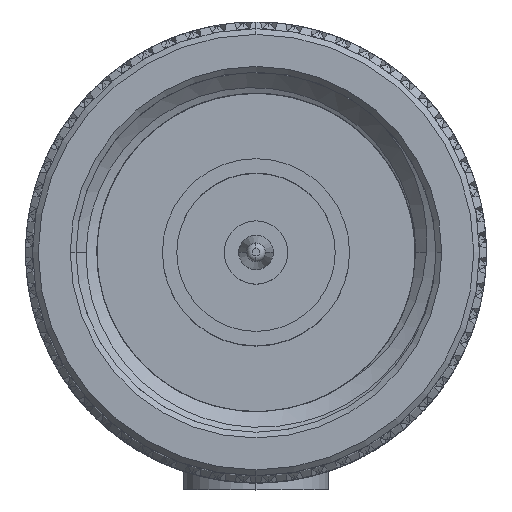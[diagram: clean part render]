
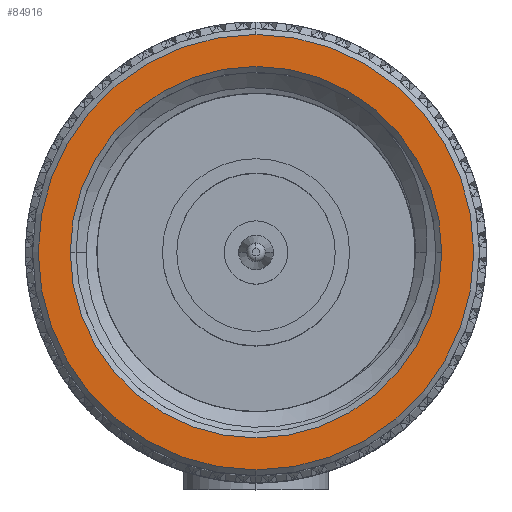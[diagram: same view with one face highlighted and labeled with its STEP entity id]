
A CAD part, top view. The second image highlights one B-rep face of the part: STEP entity #84916.
In plain terms, the highlighted face is planar.
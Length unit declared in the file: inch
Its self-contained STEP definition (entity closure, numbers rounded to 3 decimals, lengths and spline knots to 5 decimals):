
#6036 = FACE_OUTER_BOUND ( 'NONE', #62884, .T. ) ;
#8069 = EDGE_CURVE ( 'NONE', #77092, #43641, #15442, .T. ) ;
#8440 = DIRECTION ( 'NONE',  ( 0., -1., 0. ) ) ;
#8454 = CARTESIAN_POINT ( 'NONE',  ( 0., 0., 0.3225 ) ) ;
#12358 = AXIS2_PLACEMENT_3D ( 'NONE', #91043, #54361, #31096 ) ;
#15442 = CIRCLE ( 'NONE', #12358, 0.37809 ) ;
#20536 = AXIS2_PLACEMENT_3D ( 'NONE', #80402, #89308, #66994 ) ;
#23727 = DIRECTION ( 'NONE',  ( 0., -1., 0. ) ) ;
#24630 = DIRECTION ( 'NONE',  ( 0., -1., 0. ) ) ;
#31096 = DIRECTION ( 'NONE',  ( 0., -1., 0. ) ) ;
#31466 = VERTEX_POINT ( 'NONE', #8454 ) ;
#33300 = ORIENTED_EDGE ( 'NONE', *, *, #8069, .T. ) ;
#36344 = FACE_BOUND ( 'NONE', #80444, .T. ) ;
#37789 = CARTESIAN_POINT ( 'NONE',  ( 0., 0., 0. ) ) ;
#38004 = VERTEX_POINT ( 'NONE', #58865 ) ;
#40691 = CARTESIAN_POINT ( 'NONE',  ( 0., -0.37809, 0. ) ) ;
#41007 = CIRCLE ( 'NONE', #63207, 0.3225 ) ;
#42922 = AXIS2_PLACEMENT_3D ( 'NONE', #92519, #78638, #24630 ) ;
#43641 = VERTEX_POINT ( 'NONE', #40691 ) ;
#43950 = EDGE_CURVE ( 'NONE', #43641, #77092, #75798, .T. ) ;
#46683 = EDGE_CURVE ( 'NONE', #31466, #38004, #41007, .T. ) ;
#54015 = CIRCLE ( 'NONE', #42922, 0.3225 ) ;
#54361 = DIRECTION ( 'NONE',  ( -1., 0., 0. ) ) ;
#54886 = ORIENTED_EDGE ( 'NONE', *, *, #93979, .T. ) ;
#58112 = PLANE ( 'NONE',  #20536 ) ;
#58865 = CARTESIAN_POINT ( 'NONE',  ( 0., 0., -0.3225 ) ) ;
#62884 = EDGE_LOOP ( 'NONE', ( #33300, #63077 ) ) ;
#63077 = ORIENTED_EDGE ( 'NONE', *, *, #43950, .T. ) ;
#63207 = AXIS2_PLACEMENT_3D ( 'NONE', #37789, #83796, #8440 ) ;
#66994 = DIRECTION ( 'NONE',  ( 0., -1., 0. ) ) ;
#68770 = ORIENTED_EDGE ( 'NONE', *, *, #46683, .T. ) ;
#75798 = CIRCLE ( 'NONE', #96320, 0.37809 ) ;
#77092 = VERTEX_POINT ( 'NONE', #84754 ) ;
#78638 = DIRECTION ( 'NONE',  ( 1., 0., 0. ) ) ;
#80402 = CARTESIAN_POINT ( 'NONE',  ( 0., 0.38809, 0. ) ) ;
#80444 = EDGE_LOOP ( 'NONE', ( #68770, #54886 ) ) ;
#83796 = DIRECTION ( 'NONE',  ( 1., 0., 0. ) ) ;
#84754 = CARTESIAN_POINT ( 'NONE',  ( 0., 0.37809, 0. ) ) ;
#84916 = ADVANCED_FACE ( 'NONE', ( #36344, #6036 ), #58112, .T. ) ;
#89308 = DIRECTION ( 'NONE',  ( -1., 0., 0. ) ) ;
#91043 = CARTESIAN_POINT ( 'NONE',  ( 0., 0., 0. ) ) ;
#91614 = DIRECTION ( 'NONE',  ( -1., 0., 0. ) ) ;
#92519 = CARTESIAN_POINT ( 'NONE',  ( 0., 0., 0. ) ) ;
#92583 = CARTESIAN_POINT ( 'NONE',  ( 0., 0., 0. ) ) ;
#93979 = EDGE_CURVE ( 'NONE', #38004, #31466, #54015, .T. ) ;
#96320 = AXIS2_PLACEMENT_3D ( 'NONE', #92583, #91614, #23727 ) ;
